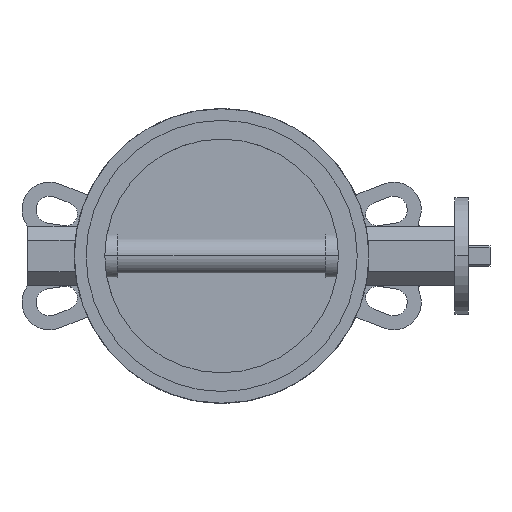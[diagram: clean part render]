
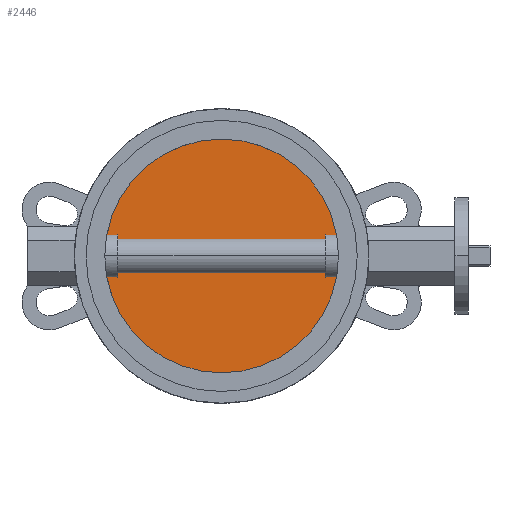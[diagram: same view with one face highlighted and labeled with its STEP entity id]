
A CAD part, top view. The second image highlights one B-rep face of the part: STEP entity #2446.
In plain terms, the highlighted planar face has unit normal (0, 0, 1).
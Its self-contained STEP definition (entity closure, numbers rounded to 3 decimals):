
#686 = EDGE_CURVE ( 'NONE', #3413, #4226, #1672, .T. ) ;
#819 = CARTESIAN_POINT ( 'NONE',  ( 125., 0., 7.5 ) ) ;
#1293 = AXIS2_PLACEMENT_3D ( 'NONE', #4171, #4263, #1407 ) ;
#1407 = DIRECTION ( 'NONE',  ( 1., 0., 0. ) ) ;
#1418 = CARTESIAN_POINT ( 'NONE',  ( -125., 0., 7.5 ) ) ;
#1617 = EDGE_LOOP ( 'NONE', ( #2513, #4669 ) ) ;
#1672 = CIRCLE ( 'NONE', #1293, 125. ) ;
#1921 = PLANE ( 'NONE',  #2178 ) ;
#1948 = FACE_OUTER_BOUND ( 'NONE', #1617, .T. ) ;
#2178 = AXIS2_PLACEMENT_3D ( 'NONE', #5654, #3750, #5592 ) ;
#2370 = CARTESIAN_POINT ( 'NONE',  ( 0., 0., 7.5 ) ) ;
#2446 = ADVANCED_FACE ( 'NONE', ( #1948 ), #1921, .T. ) ;
#2513 = ORIENTED_EDGE ( 'NONE', *, *, #5903, .T. ) ;
#2572 = AXIS2_PLACEMENT_3D ( 'NONE', #2370, #3330, #4322 ) ;
#3330 = DIRECTION ( 'NONE',  ( 0., 0., 1. ) ) ;
#3413 = VERTEX_POINT ( 'NONE', #819 ) ;
#3750 = DIRECTION ( 'NONE',  ( 0., 0., 1. ) ) ;
#4171 = CARTESIAN_POINT ( 'NONE',  ( 0., 0., 7.5 ) ) ;
#4226 = VERTEX_POINT ( 'NONE', #1418 ) ;
#4263 = DIRECTION ( 'NONE',  ( 0., 0., 1. ) ) ;
#4322 = DIRECTION ( 'NONE',  ( 1., 0., 0. ) ) ;
#4669 = ORIENTED_EDGE ( 'NONE', *, *, #686, .T. ) ;
#5066 = CIRCLE ( 'NONE', #2572, 125. ) ;
#5592 = DIRECTION ( 'NONE',  ( 1., 0., 0. ) ) ;
#5654 = CARTESIAN_POINT ( 'NONE',  ( 0., 0., 7.5 ) ) ;
#5903 = EDGE_CURVE ( 'NONE', #4226, #3413, #5066, .T. ) ;
